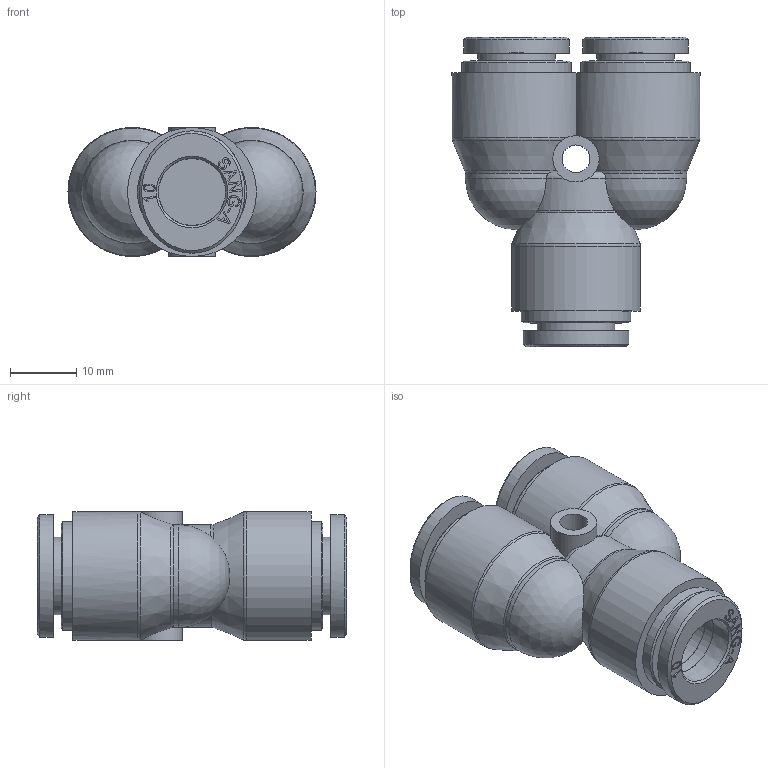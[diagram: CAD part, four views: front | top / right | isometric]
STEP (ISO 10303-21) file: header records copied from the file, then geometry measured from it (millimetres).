
FILE_DESCRIPTION((''),'2;1');
FILE_NAME('HR-PY 10.stp','2020-03-19T16:01:02',('user'),(''),'Autodesk Inventor 2013','Autodesk Inventor 2013','');
FILE_SCHEMA(('AUTOMOTIVE_DESIGN { 1 0 10303 214 1 1 1 1 }'));
Length unit declared in the file: millimetre
Products named in the file (5): 조립품1; HR-PY 10 BODY; HR-COLLAR 10; HR-Collar 10L(SUS); HR-SLEEVE 10
Assembly tree (6 placements, depth 3):
  조립품1
    HR-PY 10 BODY
    HR-COLLAR 10  x3
      HR-Collar 10L(SUS)
      HR-SLEEVE 10
Bounding box: 37.5 x 46.8 x 19.5 mm (x, y, z)
Volume: 13692.8 mm3; surface area: 8750.3 mm2
Topology: 7 solids, 7 shells, 378 faces, 973 edges, 646 vertices
Faces by surface type: plane 206, bspline 123, cylinder 22, cone 15, torus 10, sphere 2
Full cylindrical faces by diameter (mm): 4.2 x1, 7 x2, 10.15 x3, 10.2 x3, 11.7 x3, 16.5 x3, 19.5 x1
Entity records: 5191 total; most frequent: CARTESIAN_POINT 1746, ORIENTED_EDGE 734, DIRECTION 541, EDGE_CURVE 367, VERTEX_POINT 253, VECTOR 193, LINE 193, EDGE_LOOP 190
